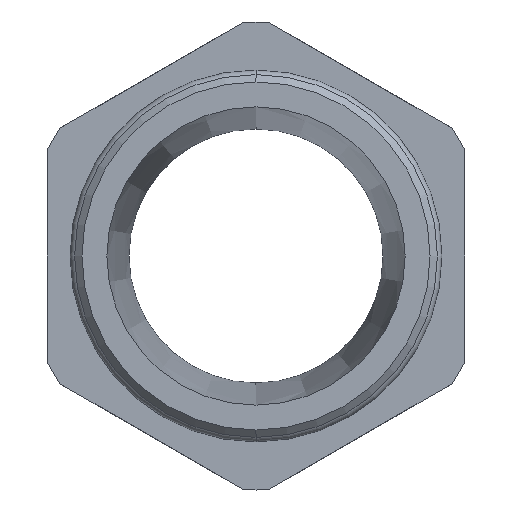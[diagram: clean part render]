
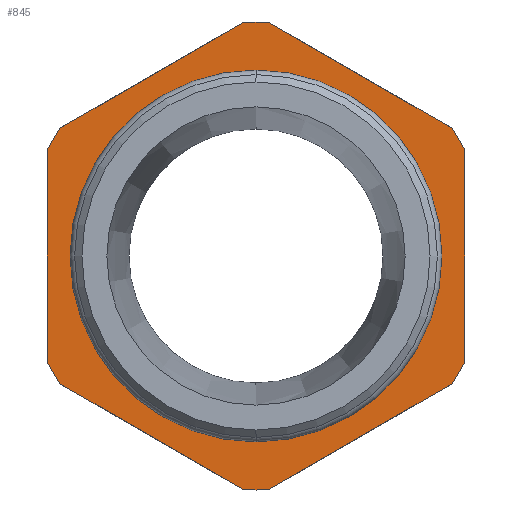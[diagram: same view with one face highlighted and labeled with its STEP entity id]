
A CAD part, left-side view. The second image highlights one B-rep face of the part: STEP entity #845.
In plain terms, the highlighted planar face has unit normal (-1, 0, 0).
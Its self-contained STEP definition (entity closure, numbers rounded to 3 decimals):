
#113=CARTESIAN_POINT('',(10.,21.623,14.074));
#114=VERTEX_POINT('',#113);
#123=CARTESIAN_POINT('',(10.,1.377,25.763));
#124=VERTEX_POINT('',#123);
#125=CARTESIAN_POINT('',(10.,10719.145,-6162.143));
#126=DIRECTION('',(0.,-0.866,0.5));
#127=VECTOR('',#126,24690.);
#128=LINE('',#125,#127);
#129=EDGE_CURVE('',#114,#124,#128,.T.);
#237=CARTESIAN_POINT('',(10.,23.,-11.689));
#238=VERTEX_POINT('',#237);
#245=CARTESIAN_POINT('',(10.,23.,11.689));
#246=VERTEX_POINT('',#245);
#247=CARTESIAN_POINT('',(10.,23.,12339.155));
#248=DIRECTION('',(-0.,-0.,-1.));
#249=VECTOR('',#248,24690.);
#250=LINE('',#247,#249);
#251=EDGE_CURVE('',#246,#238,#250,.T.);
#276=CARTESIAN_POINT('',(10.,21.623,-14.074));
#277=VERTEX_POINT('',#276);
#284=CARTESIAN_POINT('',(10.,0.,-0.));
#285=DIRECTION('',(1.,-0.,0.));
#286=DIRECTION('',(0.,0.,-1.));
#287=AXIS2_PLACEMENT_3D('',#284,#285,#286);
#288=CIRCLE('',#287,25.8);
#289=EDGE_CURVE('',#277,#238,#288,.T.);
#301=CARTESIAN_POINT('',(10.,1.377,-25.763));
#302=VERTEX_POINT('',#301);
#311=CARTESIAN_POINT('',(10.,-10673.145,-6188.701));
#312=DIRECTION('',(0.,0.866,0.5));
#313=VECTOR('',#312,24690.);
#314=LINE('',#311,#313);
#315=EDGE_CURVE('',#302,#277,#314,.T.);
#333=CARTESIAN_POINT('',(10.,-0.,-25.8));
#334=VERTEX_POINT('',#333);
#352=CARTESIAN_POINT('',(10.,-1.377,-25.763));
#353=VERTEX_POINT('',#352);
#360=CARTESIAN_POINT('',(10.,-0.,0.));
#361=DIRECTION('',(1.,-0.,0.));
#362=DIRECTION('',(0.,0.,-1.));
#363=AXIS2_PLACEMENT_3D('',#360,#361,#362);
#364=CIRCLE('',#363,25.8);
#365=EDGE_CURVE('',#353,#334,#364,.T.);
#375=CARTESIAN_POINT('',(10.,-21.623,-14.074));
#376=VERTEX_POINT('',#375);
#385=CARTESIAN_POINT('',(10.,-10696.145,6148.864));
#386=DIRECTION('',(0.,0.866,-0.5));
#387=VECTOR('',#386,24690.);
#388=LINE('',#385,#387);
#389=EDGE_CURVE('',#376,#353,#388,.T.);
#414=CARTESIAN_POINT('',(10.,-23.,-11.689));
#415=VERTEX_POINT('',#414);
#424=CARTESIAN_POINT('',(10.,-0.,-0.));
#425=DIRECTION('',(1.,-0.,0.));
#426=DIRECTION('',(0.,0.,-1.));
#427=AXIS2_PLACEMENT_3D('',#424,#425,#426);
#428=CIRCLE('',#427,25.8);
#429=EDGE_CURVE('',#415,#376,#428,.T.);
#447=CARTESIAN_POINT('',(10.,-23.,11.689));
#448=VERTEX_POINT('',#447);
#457=CARTESIAN_POINT('',(10.,-23.,12350.845));
#458=DIRECTION('',(0.,0.,-1.));
#459=VECTOR('',#458,24690.);
#460=LINE('',#457,#459);
#461=EDGE_CURVE('',#448,#415,#460,.T.);
#486=CARTESIAN_POINT('',(10.,-21.623,14.074));
#487=VERTEX_POINT('',#486);
#496=CARTESIAN_POINT('',(10.,-0.,0.));
#497=DIRECTION('',(1.,-0.,0.));
#498=DIRECTION('',(0.,0.,-1.));
#499=AXIS2_PLACEMENT_3D('',#496,#497,#498);
#500=CIRCLE('',#499,25.8);
#501=EDGE_CURVE('',#487,#448,#500,.T.);
#519=CARTESIAN_POINT('',(10.,-1.377,25.763));
#520=VERTEX_POINT('',#519);
#529=CARTESIAN_POINT('',(10.,10696.145,6201.98));
#530=DIRECTION('',(-0.,-0.866,-0.5));
#531=VECTOR('',#530,24690.);
#532=LINE('',#529,#531);
#533=EDGE_CURVE('',#520,#487,#532,.T.);
#558=CARTESIAN_POINT('',(10.,-0.,25.8));
#559=VERTEX_POINT('',#558);
#576=CARTESIAN_POINT('',(10.,0.,0.));
#577=DIRECTION('',(1.,-0.,0.));
#578=DIRECTION('',(0.,0.,-1.));
#579=AXIS2_PLACEMENT_3D('',#576,#577,#578);
#580=CIRCLE('',#579,25.8);
#581=EDGE_CURVE('',#124,#559,#580,.T.);
#786=CARTESIAN_POINT('',(10.,30.667,0.));
#787=DIRECTION('',(-1.,0.,0.));
#788=DIRECTION('',(0.,0.,1.));
#789=AXIS2_PLACEMENT_3D('',#786,#787,#788);
#790=PLANE('',#789);
#791=CARTESIAN_POINT('',(10.,0.,-19.641));
#792=VERTEX_POINT('',#791);
#793=CARTESIAN_POINT('',(10.,0.,19.641));
#794=VERTEX_POINT('',#793);
#795=CARTESIAN_POINT('',(10.,0.,0.));
#796=DIRECTION('',(-1.,0.,0.));
#797=DIRECTION('',(0.,-0.,1.));
#798=AXIS2_PLACEMENT_3D('',#795,#796,#797);
#799=CIRCLE('',#798,19.641);
#800=EDGE_CURVE('',#792,#794,#799,.T.);
#801=ORIENTED_EDGE('',*,*,#800,.F.);
#802=CARTESIAN_POINT('',(10.,0.,0.));
#803=DIRECTION('',(-1.,0.,0.));
#804=DIRECTION('',(0.,-0.,1.));
#805=AXIS2_PLACEMENT_3D('',#802,#803,#804);
#806=CIRCLE('',#805,19.641);
#807=EDGE_CURVE('',#794,#792,#806,.T.);
#808=ORIENTED_EDGE('',*,*,#807,.F.);
#809=EDGE_LOOP('',(#801,#808));
#810=FACE_BOUND('',#809,.T.);
#811=ORIENTED_EDGE('',*,*,#251,.T.);
#812=ORIENTED_EDGE('',*,*,#289,.F.);
#813=ORIENTED_EDGE('',*,*,#315,.F.);
#814=CARTESIAN_POINT('',(10.,-0.,0.));
#815=DIRECTION('',(1.,-0.,-0.));
#816=DIRECTION('',(0.,0.,-1.));
#817=AXIS2_PLACEMENT_3D('',#814,#815,#816);
#818=CIRCLE('',#817,25.8);
#819=EDGE_CURVE('',#334,#302,#818,.T.);
#820=ORIENTED_EDGE('',*,*,#819,.F.);
#821=ORIENTED_EDGE('',*,*,#365,.F.);
#822=ORIENTED_EDGE('',*,*,#389,.F.);
#823=ORIENTED_EDGE('',*,*,#429,.F.);
#824=ORIENTED_EDGE('',*,*,#461,.F.);
#825=ORIENTED_EDGE('',*,*,#501,.F.);
#826=ORIENTED_EDGE('',*,*,#533,.F.);
#827=CARTESIAN_POINT('',(10.,0.,0.));
#828=DIRECTION('',(1.,-0.,0.));
#829=DIRECTION('',(0.,0.,-1.));
#830=AXIS2_PLACEMENT_3D('',#827,#828,#829);
#831=CIRCLE('',#830,25.8);
#832=EDGE_CURVE('',#559,#520,#831,.T.);
#833=ORIENTED_EDGE('',*,*,#832,.F.);
#834=ORIENTED_EDGE('',*,*,#581,.F.);
#835=ORIENTED_EDGE('',*,*,#129,.F.);
#836=CARTESIAN_POINT('',(10.,0.,0.));
#837=DIRECTION('',(1.,-0.,-0.));
#838=DIRECTION('',(0.,0.,-1.));
#839=AXIS2_PLACEMENT_3D('',#836,#837,#838);
#840=CIRCLE('',#839,25.8);
#841=EDGE_CURVE('',#246,#114,#840,.T.);
#842=ORIENTED_EDGE('',*,*,#841,.F.);
#843=EDGE_LOOP('',(#811,#812,#813,#820,#821,#822,#823,#824,#825,#826,#833,#834,#835,#842));
#844=FACE_BOUND('',#843,.T.);
#845=ADVANCED_FACE('',(#810,#844),#790,.T.);
